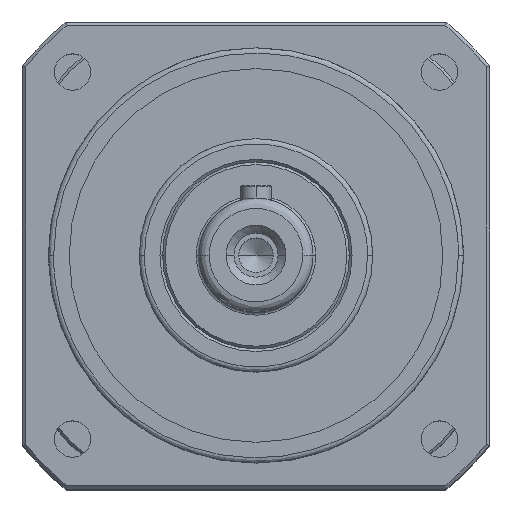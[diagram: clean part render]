
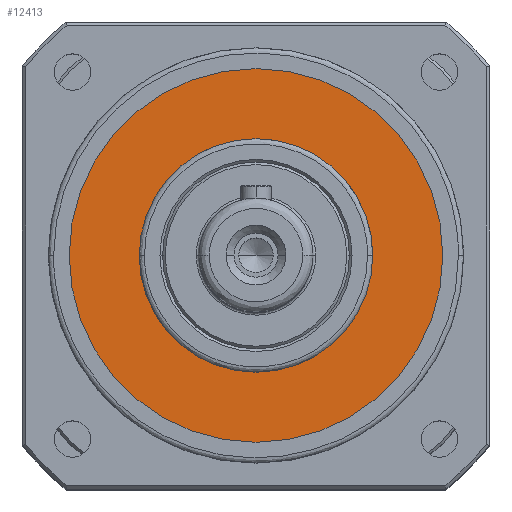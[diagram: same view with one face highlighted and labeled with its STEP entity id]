
A CAD part, top view. The second image highlights one B-rep face of the part: STEP entity #12413.
In plain terms, the highlighted planar face has unit normal (0, 0, 1).
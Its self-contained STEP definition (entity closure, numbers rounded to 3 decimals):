
#27 = DIRECTION ( 'NONE',  ( -1., 0., 0. ) ) ;
#138 = DIRECTION ( 'NONE',  ( 0., 0., -1. ) ) ;
#164 = ORIENTED_EDGE ( 'NONE', *, *, #4868, .T. ) ;
#695 = CARTESIAN_POINT ( 'NONE',  ( 0., 0., 109.49 ) ) ;
#1123 = DIRECTION ( 'NONE',  ( -1., 0., 0. ) ) ;
#1331 = CARTESIAN_POINT ( 'NONE',  ( 36., 0., 109.49 ) ) ;
#1873 = ORIENTED_EDGE ( 'NONE', *, *, #15399, .T. ) ;
#1990 = CIRCLE ( 'NONE', #15601, 36. ) ;
#2014 = CARTESIAN_POINT ( 'NONE',  ( 22.5, 0., 109.49 ) ) ;
#2220 = VERTEX_POINT ( 'NONE', #8029 ) ;
#3645 = ORIENTED_EDGE ( 'NONE', *, *, #5955, .T. ) ;
#3828 = AXIS2_PLACEMENT_3D ( 'NONE', #5028, #4981, #4956 ) ;
#4298 = CIRCLE ( 'NONE', #11046, 22.5 ) ;
#4517 = EDGE_LOOP ( 'NONE', ( #3645, #8828 ) ) ;
#4575 = AXIS2_PLACEMENT_3D ( 'NONE', #5717, #14085, #6936 ) ;
#4868 = EDGE_CURVE ( 'NONE', #8162, #2220, #4298, .T. ) ;
#4956 = DIRECTION ( 'NONE',  ( -1., 0., 0. ) ) ;
#4981 = DIRECTION ( 'NONE',  ( 0., 0., 1. ) ) ;
#5028 = CARTESIAN_POINT ( 'NONE',  ( 0., 0., 109.49 ) ) ;
#5491 = DIRECTION ( 'NONE',  ( 0., 0., 1. ) ) ;
#5717 = CARTESIAN_POINT ( 'NONE',  ( 0., 0., 109.49 ) ) ;
#5955 = EDGE_CURVE ( 'NONE', #15310, #8815, #15207, .T. ) ;
#6936 = DIRECTION ( 'NONE',  ( -1., 0., 0. ) ) ;
#8029 = CARTESIAN_POINT ( 'NONE',  ( -22.5, 0., 109.49 ) ) ;
#8162 = VERTEX_POINT ( 'NONE', #2014 ) ;
#8463 = DIRECTION ( 'NONE',  ( 0., 0., 1. ) ) ;
#8815 = VERTEX_POINT ( 'NONE', #1331 ) ;
#8828 = ORIENTED_EDGE ( 'NONE', *, *, #14019, .T. ) ;
#9330 = FACE_OUTER_BOUND ( 'NONE', #4517, .T. ) ;
#9954 = AXIS2_PLACEMENT_3D ( 'NONE', #12658, #5491, #13832 ) ;
#11046 = AXIS2_PLACEMENT_3D ( 'NONE', #695, #138, #27 ) ;
#11281 = EDGE_LOOP ( 'NONE', ( #1873, #164 ) ) ;
#12413 = ADVANCED_FACE ( 'NONE', ( #12533, #9330 ), #15009, .T. ) ;
#12533 = FACE_BOUND ( 'NONE', #11281, .T. ) ;
#12658 = CARTESIAN_POINT ( 'NONE',  ( 0., 0., 109.49 ) ) ;
#12681 = CARTESIAN_POINT ( 'NONE',  ( -36., 0., 109.49 ) ) ;
#13733 = CIRCLE ( 'NONE', #4575, 22.5 ) ;
#13832 = DIRECTION ( 'NONE',  ( 1., 0., 0. ) ) ;
#14019 = EDGE_CURVE ( 'NONE', #8815, #15310, #1990, .T. ) ;
#14085 = DIRECTION ( 'NONE',  ( 0., 0., -1. ) ) ;
#15009 = PLANE ( 'NONE',  #9954 ) ;
#15207 = CIRCLE ( 'NONE', #3828, 36. ) ;
#15310 = VERTEX_POINT ( 'NONE', #12681 ) ;
#15399 = EDGE_CURVE ( 'NONE', #2220, #8162, #13733, .T. ) ;
#15601 = AXIS2_PLACEMENT_3D ( 'NONE', #15678, #8463, #1123 ) ;
#15678 = CARTESIAN_POINT ( 'NONE',  ( 0., 0., 109.49 ) ) ;
